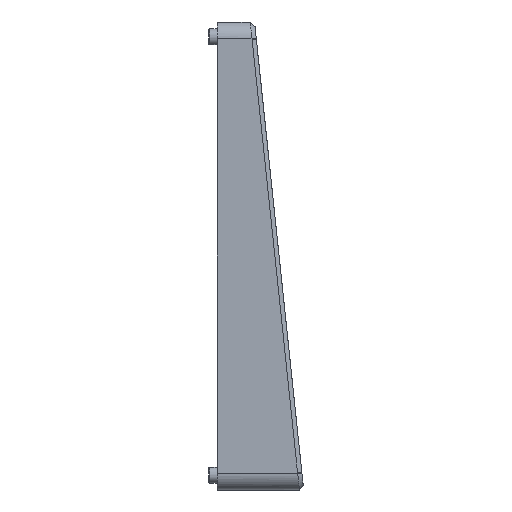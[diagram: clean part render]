
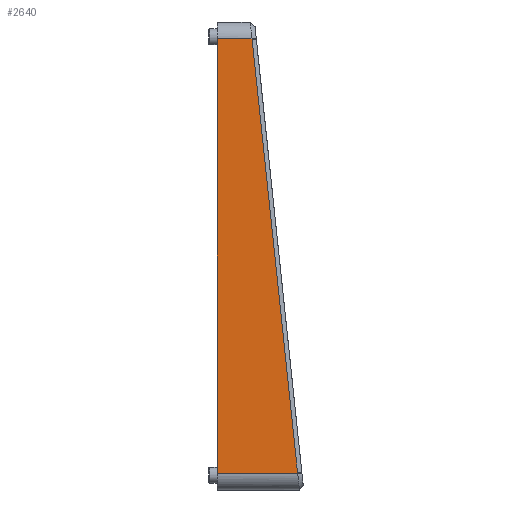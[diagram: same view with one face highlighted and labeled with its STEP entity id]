
A CAD part, left-side view. The second image highlights one B-rep face of the part: STEP entity #2640.
In plain terms, the highlighted planar face has unit normal (-1, 0, 0).
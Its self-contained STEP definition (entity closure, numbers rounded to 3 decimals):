
#320=PLANE('',#2884);
#413=FACE_OUTER_BOUND('',#594,.T.);
#594=EDGE_LOOP('',(#2153,#2154,#2155,#2156,#2157));
#723=B_SPLINE_CURVE_WITH_KNOTS('',3,(#4150,#4151,#4152,#4153),
 .UNSPECIFIED.,.F.,.F.,(4,4),(1.545,1.571),
 .UNSPECIFIED.);
#748=LINE('',#4109,#956);
#757=LINE('',#4186,#965);
#802=LINE('',#4369,#1010);
#858=LINE('',#4573,#1066);
#956=VECTOR('',#3088,10.);
#965=VECTOR('',#3113,10.);
#1010=VECTOR('',#3268,10.);
#1066=VECTOR('',#3464,10.);
#1145=VERTEX_POINT('',#3914);
#1165=VERTEX_POINT('',#4102);
#1168=VERTEX_POINT('',#4107);
#1180=VERTEX_POINT('',#4185);
#1251=VERTEX_POINT('',#4368);
#1434=EDGE_CURVE('',#1168,#1165,#748,.T.);
#1437=EDGE_CURVE('',#1145,#1168,#723,.T.);
#1452=EDGE_CURVE('',#1165,#1180,#757,.T.);
#1538=EDGE_CURVE('',#1251,#1180,#802,.T.);
#1645=EDGE_CURVE('',#1251,#1145,#858,.T.);
#2153=ORIENTED_EDGE('',*,*,#1437,.F.);
#2154=ORIENTED_EDGE('',*,*,#1645,.F.);
#2155=ORIENTED_EDGE('',*,*,#1538,.T.);
#2156=ORIENTED_EDGE('',*,*,#1452,.F.);
#2157=ORIENTED_EDGE('',*,*,#1434,.F.);
#2640=ADVANCED_FACE('',(#413),#320,.T.);
#2884=AXIS2_PLACEMENT_3D('',#4574,#3465,#3466);
#3088=DIRECTION('',(0.,-0.105,-0.995));
#3113=DIRECTION('',(0.,1.,0.));
#3268=DIRECTION('',(0.,0.,-1.));
#3464=DIRECTION('',(0.,-1.,0.));
#3465=DIRECTION('center_axis',(-1.,0.,0.));
#3466=DIRECTION('ref_axis',(0.,0.,-1.));
#3914=CARTESIAN_POINT('',(-4.975,-8.185,98.725));
#4102=CARTESIAN_POINT('',(-4.975,-18.926,-3.475));
#4107=CARTESIAN_POINT('',(-4.975,-8.196,98.62));
#4109=CARTESIAN_POINT('',(-4.975,-8.342,97.224));
#4150=CARTESIAN_POINT('Ctrl Pts',(-4.975,-8.185,98.725));
#4151=CARTESIAN_POINT('Ctrl Pts',(-4.975,-8.188,98.69));
#4152=CARTESIAN_POINT('Ctrl Pts',(-4.975,-8.192,98.655));
#4153=CARTESIAN_POINT('Ctrl Pts',(-4.975,-8.196,98.62));
#4185=CARTESIAN_POINT('',(-4.975,0.,-3.475));
#4186=CARTESIAN_POINT('',(-4.975,0.,-3.475));
#4368=CARTESIAN_POINT('',(-4.975,0.,98.725));
#4369=CARTESIAN_POINT('',(-4.975,0.,102.725));
#4573=CARTESIAN_POINT('',(-4.975,0.,98.725));
#4574=CARTESIAN_POINT('Origin',(-4.975,0.,102.725));
